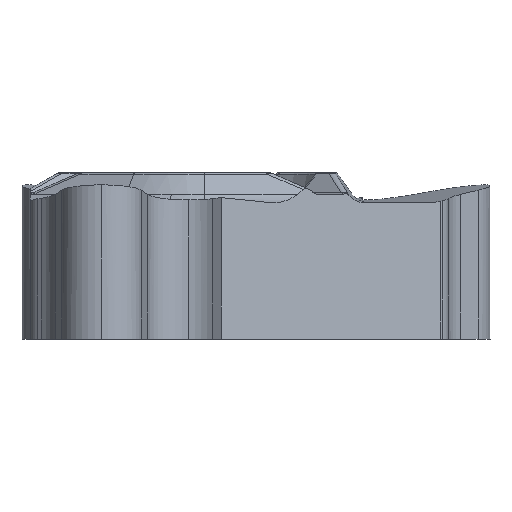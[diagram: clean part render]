
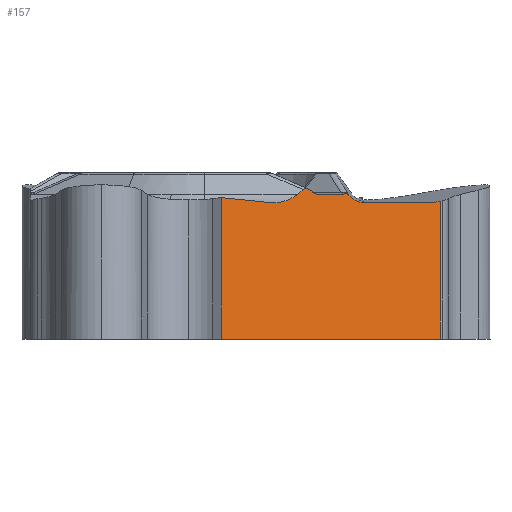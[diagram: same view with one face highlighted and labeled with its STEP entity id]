
A CAD part, front view. The second image highlights one B-rep face of the part: STEP entity #157.
In plain terms, the highlighted planar face has unit normal (0.5, -0.866, 0).
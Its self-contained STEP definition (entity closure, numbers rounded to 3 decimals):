
#157=ADVANCED_FACE('',(#362),#315,.F.);
#315=PLANE('',#2749);
#362=FACE_OUTER_BOUND('',#515,.T.);
#515=EDGE_LOOP('',(#860,#861,#862,#863,#864,#865,#866,#867,#868,#869,#870,
#871,#872,#873,#874,#875,#876));
#683=ELLIPSE('',#2743,0.884,0.75);
#684=ELLIPSE('',#2744,0.309,0.3);
#685=ELLIPSE('',#2745,0.309,0.3);
#686=ELLIPSE('',#2746,0.304,0.205);
#687=ELLIPSE('',#2747,1.5,0.75);
#688=ELLIPSE('',#2748,1.5,0.75);
#738=CIRCLE('',#2742,0.75);
#860=ORIENTED_EDGE('',*,*,#1907,.F.);
#861=ORIENTED_EDGE('',*,*,#1908,.T.);
#862=ORIENTED_EDGE('',*,*,#1909,.F.);
#863=ORIENTED_EDGE('',*,*,#1910,.T.);
#864=ORIENTED_EDGE('',*,*,#1911,.T.);
#865=ORIENTED_EDGE('',*,*,#1912,.T.);
#866=ORIENTED_EDGE('',*,*,#1913,.T.);
#867=ORIENTED_EDGE('',*,*,#1914,.F.);
#868=ORIENTED_EDGE('',*,*,#1915,.T.);
#869=ORIENTED_EDGE('',*,*,#1916,.T.);
#870=ORIENTED_EDGE('',*,*,#1917,.T.);
#871=ORIENTED_EDGE('',*,*,#1918,.T.);
#872=ORIENTED_EDGE('',*,*,#1919,.F.);
#873=ORIENTED_EDGE('',*,*,#1920,.T.);
#874=ORIENTED_EDGE('',*,*,#1921,.T.);
#875=ORIENTED_EDGE('',*,*,#1922,.T.);
#876=ORIENTED_EDGE('',*,*,#1923,.T.);
#1660=VERTEX_POINT('',#3954);
#1661=VERTEX_POINT('',#3955);
#1662=VERTEX_POINT('',#3957);
#1663=VERTEX_POINT('',#3959);
#1664=VERTEX_POINT('',#3961);
#1665=VERTEX_POINT('',#3963);
#1666=VERTEX_POINT('',#3965);
#1667=VERTEX_POINT('',#3967);
#1668=VERTEX_POINT('',#3981);
#1669=VERTEX_POINT('',#3983);
#1670=VERTEX_POINT('',#3985);
#1671=VERTEX_POINT('',#3987);
#1672=VERTEX_POINT('',#3989);
#1673=VERTEX_POINT('',#3991);
#1674=VERTEX_POINT('',#3993);
#1675=VERTEX_POINT('',#3995);
#1676=VERTEX_POINT('',#3997);
#1907=EDGE_CURVE('',#1660,#1661,#2299,.T.);
#1908=EDGE_CURVE('',#1660,#1662,#2300,.T.);
#1909=EDGE_CURVE('',#1663,#1662,#2301,.T.);
#1910=EDGE_CURVE('',#1663,#1664,#2302,.T.);
#1911=EDGE_CURVE('',#1664,#1665,#738,.T.);
#1912=EDGE_CURVE('',#1665,#1666,#2303,.T.);
#1913=EDGE_CURVE('',#1666,#1667,#683,.T.);
#1914=EDGE_CURVE('',#1668,#1667,#2659,.T.);
#1915=EDGE_CURVE('',#1668,#1669,#684,.T.);
#1916=EDGE_CURVE('',#1669,#1670,#2304,.T.);
#1917=EDGE_CURVE('',#1670,#1671,#685,.T.);
#1918=EDGE_CURVE('',#1671,#1672,#2305,.T.);
#1919=EDGE_CURVE('',#1673,#1672,#686,.T.);
#1920=EDGE_CURVE('',#1673,#1674,#2306,.T.);
#1921=EDGE_CURVE('',#1674,#1675,#687,.T.);
#1922=EDGE_CURVE('',#1675,#1676,#688,.T.);
#1923=EDGE_CURVE('',#1676,#1661,#2307,.T.);
#2299=LINE('',#3953,#2479);
#2300=LINE('',#3956,#2480);
#2301=LINE('',#3958,#2481);
#2302=LINE('',#3960,#2482);
#2303=LINE('',#3964,#2483);
#2304=LINE('',#3984,#2484);
#2305=LINE('',#3988,#2485);
#2306=LINE('',#3992,#2486);
#2307=LINE('',#3998,#2487);
#2479=VECTOR('',#3050,1.);
#2480=VECTOR('',#3051,1.);
#2481=VECTOR('',#3052,1.);
#2482=VECTOR('',#3053,1.);
#2483=VECTOR('',#3056,1.);
#2484=VECTOR('',#3061,1.);
#2485=VECTOR('',#3064,1.);
#2486=VECTOR('',#3067,1.);
#2487=VECTOR('',#3072,1.);
#2659=B_SPLINE_CURVE_WITH_KNOTS('',3,(#3968,#3969,#3970,#3971,#3972,#3973,
#3974,#3975,#3976,#3977,#3978,#3979,#3980),.UNSPECIFIED.,.F.,.F.,(4,3,3,
3,4),(0.,0.307,0.616,0.896,1.),
 .UNSPECIFIED.);
#2742=AXIS2_PLACEMENT_3D('',#3962,#3054,#3055);
#2743=AXIS2_PLACEMENT_3D('',#3966,#3057,#3058);
#2744=AXIS2_PLACEMENT_3D('',#3982,#3059,#3060);
#2745=AXIS2_PLACEMENT_3D('',#3986,#3062,#3063);
#2746=AXIS2_PLACEMENT_3D('',#3990,#3065,#3066);
#2747=AXIS2_PLACEMENT_3D('',#3994,#3068,#3069);
#2748=AXIS2_PLACEMENT_3D('',#3996,#3070,#3071);
#2749=AXIS2_PLACEMENT_3D('',#3999,#3073,#3074);
#3050=DIRECTION('',(0.,0.,1.));
#3051=DIRECTION('',(0.866,0.5,0.));
#3052=DIRECTION('',(0.,0.,-1.));
#3053=DIRECTION('',(-0.853,-0.492,-0.174));
#3054=DIRECTION('',(-0.5,0.866,0.));
#3055=DIRECTION('',(-0.866,-0.5,0.));
#3056=DIRECTION('',(-0.866,-0.5,0.));
#3057=DIRECTION('',(-0.5,0.866,0.));
#3058=DIRECTION('',(-0.866,-0.5,0.));
#3059=DIRECTION('',(-0.5,0.866,0.));
#3060=DIRECTION('',(-0.866,-0.5,0.));
#3061=DIRECTION('',(-0.866,-0.5,0.));
#3062=DIRECTION('',(-0.5,0.866,0.));
#3063=DIRECTION('',(-0.866,-0.5,0.));
#3064=DIRECTION('',(-0.672,-0.388,0.631));
#3065=DIRECTION('',(-0.5,0.866,0.));
#3066=DIRECTION('',(0.743,0.429,-0.514));
#3067=DIRECTION('',(-0.705,-0.407,-0.581));
#3068=DIRECTION('',(-0.5,0.866,0.));
#3069=DIRECTION('',(-0.866,-0.5,0.));
#3070=DIRECTION('',(-0.5,0.866,0.));
#3071=DIRECTION('',(-0.866,-0.5,0.));
#3072=DIRECTION('',(-0.863,-0.498,0.088));
#3073=DIRECTION('',(-0.5,0.866,0.));
#3074=DIRECTION('',(-0.866,-0.5,0.));
#3953=CARTESIAN_POINT('',(0.614,-6.978,25.));
#3954=CARTESIAN_POINT('',(0.614,-6.978,-5.56));
#3955=CARTESIAN_POINT('',(0.614,-6.978,-0.409));
#3956=CARTESIAN_POINT('',(3.175,-5.499,-5.56));
#3957=CARTESIAN_POINT('',(8.58,-2.379,-5.56));
#3958=CARTESIAN_POINT('',(8.58,-2.379,25.));
#3959=CARTESIAN_POINT('',(8.58,-2.379,-0.539));
#3960=CARTESIAN_POINT('',(7.12,-3.221,-0.837));
#3961=CARTESIAN_POINT('',(8.338,-2.518,-0.589));
#3962=CARTESIAN_POINT('',(8.225,-2.583,0.15));
#3963=CARTESIAN_POINT('',(8.225,-2.583,-0.6));
#3964=CARTESIAN_POINT('',(3.175,-5.499,-0.6));
#3965=CARTESIAN_POINT('',(5.849,-3.955,-0.6));
#3966=CARTESIAN_POINT('',(5.849,-3.955,0.15));
#3967=CARTESIAN_POINT('',(5.254,-4.299,-0.322));
#3968=CARTESIAN_POINT('',(5.047,-4.418,-0.283));
#3969=CARTESIAN_POINT('',(5.068,-4.406,-0.273));
#3970=CARTESIAN_POINT('',(5.091,-4.393,-0.266));
#3971=CARTESIAN_POINT('',(5.113,-4.38,-0.264));
#3972=CARTESIAN_POINT('',(5.136,-4.367,-0.261));
#3973=CARTESIAN_POINT('',(5.16,-4.353,-0.264));
#3974=CARTESIAN_POINT('',(5.181,-4.341,-0.271));
#3975=CARTESIAN_POINT('',(5.201,-4.329,-0.278));
#3976=CARTESIAN_POINT('',(5.221,-4.318,-0.289));
#3977=CARTESIAN_POINT('',(5.237,-4.309,-0.304));
#3978=CARTESIAN_POINT('',(5.243,-4.305,-0.31));
#3979=CARTESIAN_POINT('',(5.249,-4.302,-0.316));
#3980=CARTESIAN_POINT('',(5.254,-4.299,-0.322));
#3981=CARTESIAN_POINT('',(5.047,-4.418,-0.283));
#3982=CARTESIAN_POINT('',(4.937,-4.482,-0.01));
#3983=CARTESIAN_POINT('',(4.937,-4.482,-0.31));
#3984=CARTESIAN_POINT('',(3.175,-5.499,-0.31));
#3985=CARTESIAN_POINT('',(4.156,-4.933,-0.31));
#3986=CARTESIAN_POINT('',(4.156,-4.933,-0.01));
#3987=CARTESIAN_POINT('',(3.984,-5.032,-0.24));
#3988=CARTESIAN_POINT('',(-7.205,-11.492,10.279));
#3989=CARTESIAN_POINT('',(3.921,-5.068,-0.181));
#3990=CARTESIAN_POINT('',(3.785,-5.147,-0.32));
#3991=CARTESIAN_POINT('',(3.593,-5.258,-0.121));
#3992=CARTESIAN_POINT('',(13.605,0.522,8.134));
#3993=CARTESIAN_POINT('',(3.378,-5.382,-0.299));
#3994=CARTESIAN_POINT('',(2.314,-5.996,0.132));
#3995=CARTESIAN_POINT('',(2.599,-5.832,-0.6));
#3996=CARTESIAN_POINT('',(2.599,-5.832,0.15));
#3997=CARTESIAN_POINT('',(2.374,-5.962,-0.589));
#3998=CARTESIAN_POINT('',(-3.33,-9.255,-0.008));
#3999=CARTESIAN_POINT('',(3.175,-5.499,25.));
